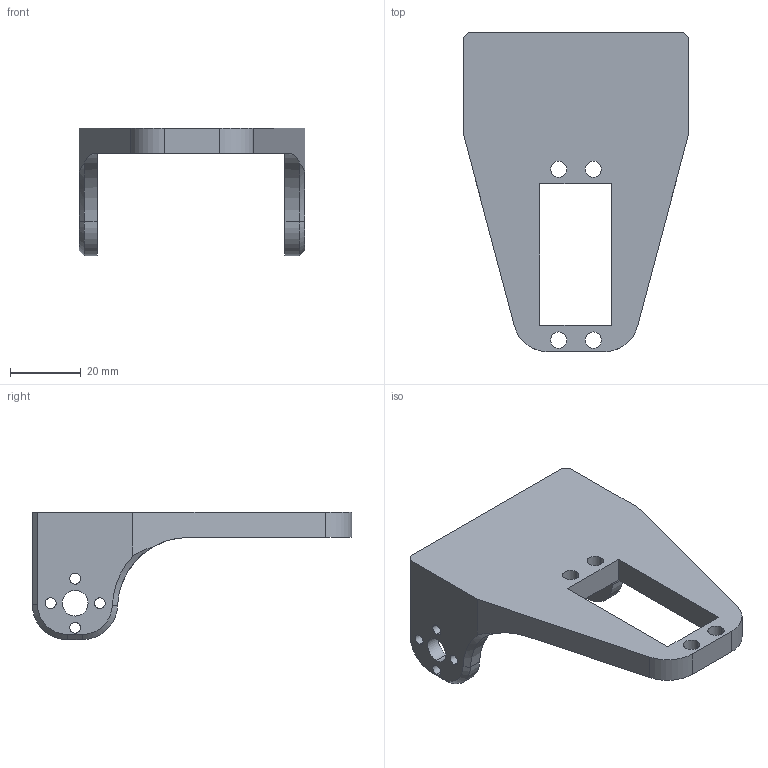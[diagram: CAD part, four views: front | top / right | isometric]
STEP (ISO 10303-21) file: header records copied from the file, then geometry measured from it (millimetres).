
FILE_DESCRIPTION (( 'STEP AP214' ), '1' );
FILE_NAME ('芛窒瑤砃.STEP', '2024-10-01T12:08:26', ( '' ), ( '' ), 'SwSTEP 2.0', 'SolidWorks 2020', '' );
FILE_SCHEMA (( 'AUTOMOTIVE_DESIGN' ));
Length unit declared in the file: millimetre
Products named in the file (1): 芛窒瑤砃
Bounding box: 64 x 90.55 x 36.09 mm (x, y, z)
Volume: 34451 mm3; surface area: 14627.9 mm2
Topology: 1 solids, 1 shells, 72 faces, 220 edges, 144 vertices
Faces by surface type: cylinder 44, plane 22, cone 6
Entity records: 2604 total; most frequent: DIRECTION 472, CARTESIAN_POINT 449, ORIENTED_EDGE 440, EDGE_CURVE 220, AXIS2_PLACEMENT_3D 183, VERTEX_POINT 144, CIRCLE 110, VECTOR 106
